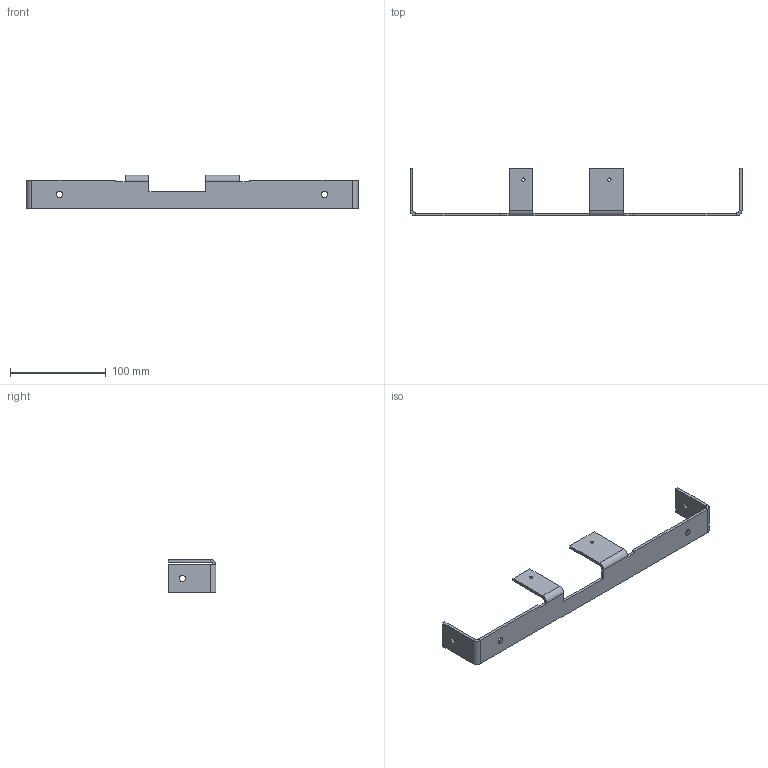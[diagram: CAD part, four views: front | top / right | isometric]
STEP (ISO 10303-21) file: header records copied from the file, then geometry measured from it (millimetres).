
FILE_DESCRIPTION (( 'STEP AP214' ), '1' );
FILE_NAME ('1x_Bracket_B.STEP', '2020-06-30T08:51:02', ( '' ), ( '' ), 'SwSTEP 2.0', 'SolidWorks 2019', '' );
FILE_SCHEMA (( 'AUTOMOTIVE_DESIGN' ));
Length unit declared in the file: millimetre
Products named in the file (1): 1x_Bracket_B
Bounding box: 347.35 x 50 x 35 mm (x, y, z)
Volume: 45842.9 mm3; surface area: 34370.9 mm2
Topology: 1 solids, 1 shells, 62 faces, 148 edges, 88 vertices
Faces by surface type: plane 42, cylinder 20
Entity records: 1814 total; most frequent: DIRECTION 314, CARTESIAN_POINT 299, ORIENTED_EDGE 296, EDGE_CURVE 148, VECTOR 108, LINE 108, AXIS2_PLACEMENT_3D 103, VERTEX_POINT 88
